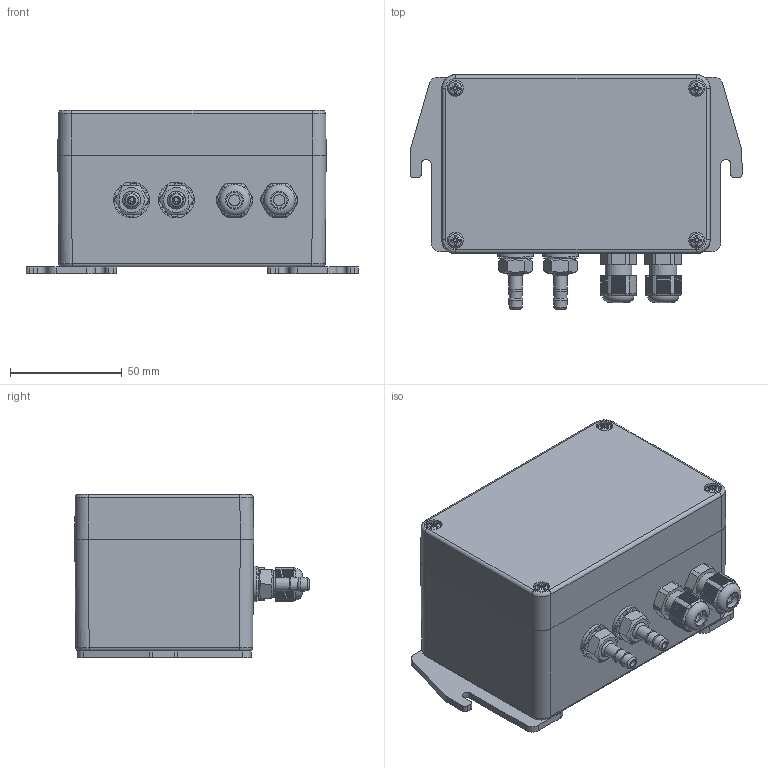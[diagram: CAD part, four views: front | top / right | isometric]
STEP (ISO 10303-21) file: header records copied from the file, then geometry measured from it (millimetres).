
FILE_DESCRIPTION((''),'2;1');
FILE_NAME('PU-PI ohne LCD.stp','2013-07-19T09:04:32',('ewolf'),(''),'Autodesk Inventor 2013','Autodesk Inventor 2013','');
FILE_SCHEMA(('AUTOMOTIVE_DESIGN { 1 0 10303 214 1 1 1 1 }'));
Length unit declared in the file: millimetre
Products named in the file (12): ENG-002658; UT-PC-128060; OT-PC-128060; Gewindemuffe-M4; Flachkopfschraube mit Kreuzschlitz - Typ IA - Metrisch M4x0.7 x 20; O-Ring-03-2550; 1020.004543M; 3090.000059M; DIN 125-1 A A 8,4; DIN 6797 A A 8,4; DIN 934 - ersetzt durch DIN EN 24032/28673/28674 M8; 1520.000804MC
Assembly tree (23 placements, depth 2):
  ENG-002658
    UT-PC-128060
    OT-PC-128060
    Gewindemuffe-M4  x4
    Flachkopfschraube mit Kreuzschlitz - Typ IA - Metrisch M4x0.7 x 20  x4
    O-Ring-03-2550
    1020.004543M  x2
    3090.000059M  x2
    DIN 125-1 A A 8,4  x2
    DIN 6797 A A 8,4  x2
    DIN 934 - ersetzt durch DIN EN 24032/28673/28674 M8  x2
    1520.000804MC  x2
Bounding box: 148.5 x 104.84 x 73.04 mm (x, y, z)
Volume: 189750.4 mm3; surface area: 130894.1 mm2
Topology: 29 solids, 29 shells, 2325 faces, 5790 edges, 3759 vertices
Faces by surface type: plane 1603, cylinder 326, bspline 198, cone 120, torus 58, sphere 20
Full cylindrical faces by diameter (mm): 2 x2, 2.5 x8, 3 x8, 3.242 x4, 4 x12, 5 x6, 6 x4, 6.647 x2, 7 x2, 7.2 x4, 8 x10, 8.4 x4, 10 x2, 10.376 x2, 10.5 x2, 12 x4, 16 x2
Entity records: 63303 total; most frequent: CARTESIAN_POINT 32861, ORIENTED_EDGE 6200, DIRECTION 5848, EDGE_CURVE 3100, VECTOR 2134, LINE 2134, VERTEX_POINT 2048, AXIS2_PLACEMENT_3D 1857
